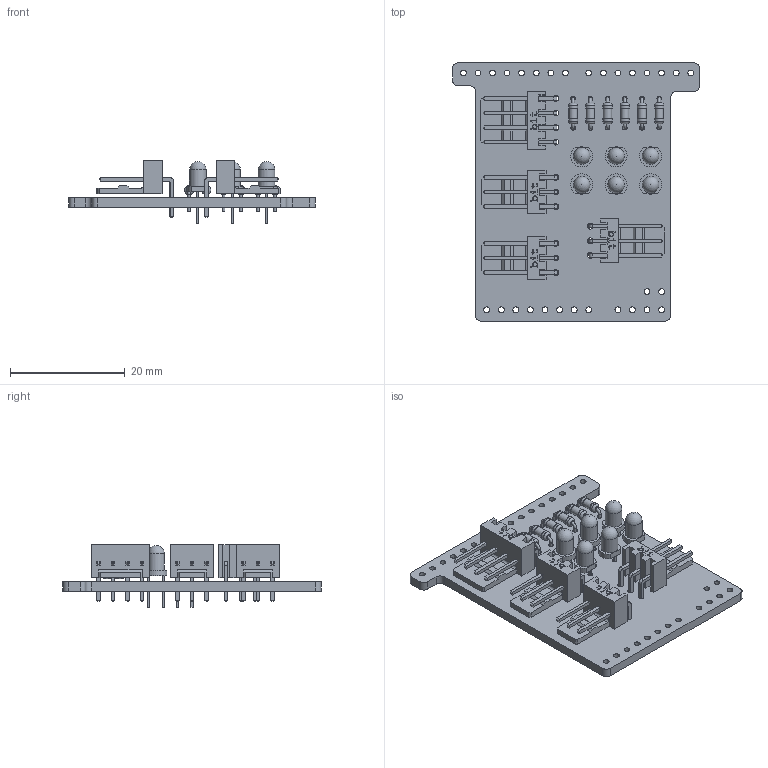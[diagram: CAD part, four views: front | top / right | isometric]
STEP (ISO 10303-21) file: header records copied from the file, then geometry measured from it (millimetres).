
FILE_DESCRIPTION(('KiCad electronic assembly'),'2;1');
FILE_NAME('main.step','2021-03-09T10:43:21',('An Author'),('A Company'), 'Open CASCADE STEP processor 7.5','KiCad to STEP converter','Unknown' );
FILE_SCHEMA(('AUTOMOTIVE_DESIGN { 1 0 10303 214 1 1 1 1 }'));
Length unit declared in the file: millimetre
Products named in the file (10): Open CASCADE STEP translator 7.5 1; R_Axial_DIN0204_L3.6mm_D1.6mm_P5.08mm_Horizontal; SOLID; LED_D3.0mm_Clear; molex-2.54-3pin-angle; COMPOUND; Molex-2.54-4pin-angle
Assembly tree (21 placements, depth 3):
  Open CASCADE STEP translator 7.5 1
    R_Axial_DIN0204_L3.6mm_D1.6mm_P5.08mm_Horizontal  x6
      SOLID
    LED_D3.0mm_Clear  x6
      SOLID
    molex-2.54-3pin-angle  x3
      COMPOUND
    Molex-2.54-4pin-angle
      COMPOUND
    COMPOUND
Bounding box: 43 x 45 x 10.95 mm (x, y, z)
Volume: 3487 mm3; surface area: 6326.5 mm2
Topology: 30 solids, 30 shells, 925 faces, 2293 edges, 1484 vertices
Faces by surface type: plane 624, cylinder 147, bspline 124, torus 24, sphere 6
Full cylindrical faces by diameter (mm): 0.5 x12, 0.813 x24, 1 x10, 1.016 x33, 1.44 x6, 1.6 x12, 2.9 x6
Entity records: 34561 total; most frequent: CARTESIAN_POINT 10765, DIRECTION 4040, LINE 2781, VECTOR 2781, ORIENTED_EDGE 2372, PCURVE 2372, DEFINITIONAL_REPRESENTATION 2372, EDGE_CURVE 1186
